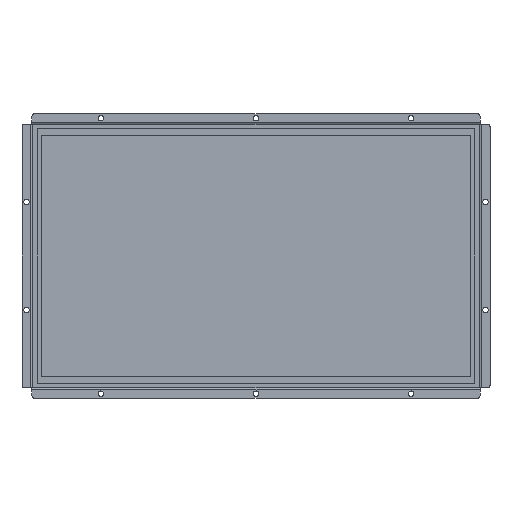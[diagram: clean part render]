
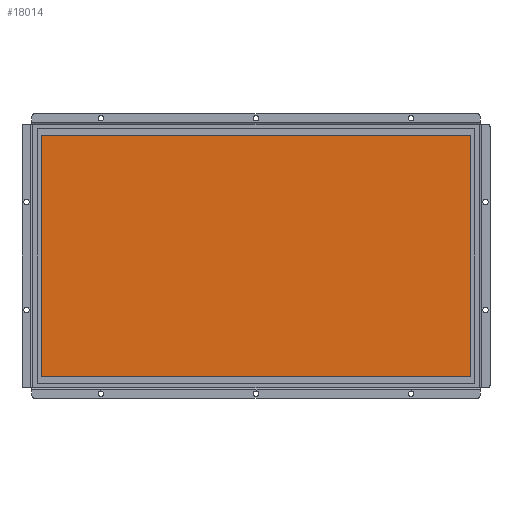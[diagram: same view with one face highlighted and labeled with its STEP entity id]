
A CAD part, front view. The second image highlights one B-rep face of the part: STEP entity #18014.
In plain terms, the highlighted face is planar.
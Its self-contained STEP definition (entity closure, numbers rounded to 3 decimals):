
#1733=CIRCLE('',#19448,2.);
#1734=CIRCLE('',#19449,2.);
#1735=CIRCLE('',#19450,2.);
#1736=CIRCLE('',#19451,2.);
#2710=FACE_OUTER_BOUND('',#3827,.T.);
#3827=EDGE_LOOP('',(#16052,#16053,#16054,#16055,#16056,#16057,#16058,#16059));
#5576=LINE('',#30813,#7334);
#5577=LINE('',#30817,#7335);
#5578=LINE('',#30821,#7336);
#5579=LINE('',#30824,#7337);
#7334=VECTOR('',#23492,10.);
#7335=VECTOR('',#23495,10.);
#7336=VECTOR('',#23498,10.);
#7337=VECTOR('',#23501,10.);
#8878=VERTEX_POINT('',#30809);
#8879=VERTEX_POINT('',#30810);
#8880=VERTEX_POINT('',#30812);
#8881=VERTEX_POINT('',#30814);
#8882=VERTEX_POINT('',#30816);
#8883=VERTEX_POINT('',#30818);
#8884=VERTEX_POINT('',#30820);
#8885=VERTEX_POINT('',#30822);
#11281=EDGE_CURVE('',#8878,#8879,#1733,.T.);
#11282=EDGE_CURVE('',#8880,#8878,#5576,.T.);
#11283=EDGE_CURVE('',#8881,#8880,#1734,.T.);
#11284=EDGE_CURVE('',#8882,#8881,#5577,.T.);
#11285=EDGE_CURVE('',#8883,#8882,#1735,.T.);
#11286=EDGE_CURVE('',#8884,#8883,#5578,.T.);
#11287=EDGE_CURVE('',#8885,#8884,#1736,.T.);
#11288=EDGE_CURVE('',#8879,#8885,#5579,.T.);
#16052=ORIENTED_EDGE('',*,*,#11281,.T.);
#16053=ORIENTED_EDGE('',*,*,#11288,.T.);
#16054=ORIENTED_EDGE('',*,*,#11287,.T.);
#16055=ORIENTED_EDGE('',*,*,#11286,.T.);
#16056=ORIENTED_EDGE('',*,*,#11285,.T.);
#16057=ORIENTED_EDGE('',*,*,#11284,.T.);
#16058=ORIENTED_EDGE('',*,*,#11283,.T.);
#16059=ORIENTED_EDGE('',*,*,#11282,.T.);
#17076=PLANE('',#19470);
#18014=ADVANCED_FACE('',(#2710),#17076,.T.);
#19448=AXIS2_PLACEMENT_3D('',#30811,#23490,#23491);
#19449=AXIS2_PLACEMENT_3D('',#30815,#23493,#23494);
#19450=AXIS2_PLACEMENT_3D('',#30819,#23496,#23497);
#19451=AXIS2_PLACEMENT_3D('',#30823,#23499,#23500);
#19470=AXIS2_PLACEMENT_3D('',#30875,#23558,#23559);
#23490=DIRECTION('center_axis',(0.,0.,1.));
#23491=DIRECTION('ref_axis',(-1.,0.,0.));
#23492=DIRECTION('',(0.,1.,0.));
#23493=DIRECTION('center_axis',(0.,0.,1.));
#23494=DIRECTION('ref_axis',(0.,1.,0.));
#23495=DIRECTION('',(1.,0.,0.));
#23496=DIRECTION('center_axis',(0.,0.,1.));
#23497=DIRECTION('ref_axis',(1.,0.,0.));
#23498=DIRECTION('',(0.,-1.,0.));
#23499=DIRECTION('center_axis',(0.,0.,1.));
#23500=DIRECTION('ref_axis',(0.,-1.,0.));
#23501=DIRECTION('',(-1.,0.,0.));
#23558=DIRECTION('center_axis',(0.,0.,1.));
#23559=DIRECTION('ref_axis',(1.,0.,0.));
#30809=CARTESIAN_POINT('',(238.37,132.105,13.));
#30810=CARTESIAN_POINT('',(236.37,134.105,13.));
#30811=CARTESIAN_POINT('Origin',(236.37,132.105,13.));
#30812=CARTESIAN_POINT('',(238.37,-132.105,13.));
#30813=CARTESIAN_POINT('',(238.37,-66.053,13.));
#30814=CARTESIAN_POINT('',(236.37,-134.105,13.));
#30815=CARTESIAN_POINT('Origin',(236.37,-132.105,13.));
#30816=CARTESIAN_POINT('',(-236.37,-134.105,13.));
#30817=CARTESIAN_POINT('',(-118.185,-134.105,13.));
#30818=CARTESIAN_POINT('',(-238.37,-132.105,13.));
#30819=CARTESIAN_POINT('Origin',(-236.37,-132.105,13.));
#30820=CARTESIAN_POINT('',(-238.37,132.105,13.));
#30821=CARTESIAN_POINT('',(-238.37,66.053,13.));
#30822=CARTESIAN_POINT('',(-236.37,134.105,13.));
#30823=CARTESIAN_POINT('Origin',(-236.37,132.105,13.));
#30824=CARTESIAN_POINT('',(118.185,134.105,13.));
#30875=CARTESIAN_POINT('Origin',(0.,0.,13.));
